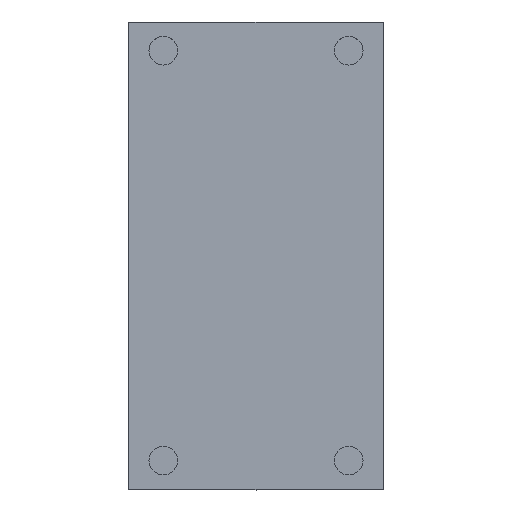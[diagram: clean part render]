
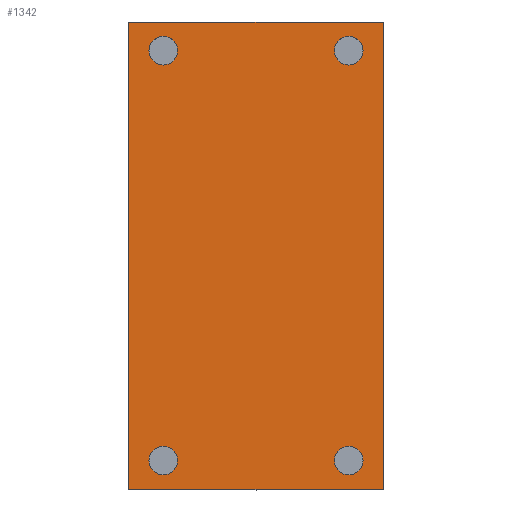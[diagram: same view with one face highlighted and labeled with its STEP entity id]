
A CAD part, top view. The second image highlights one B-rep face of the part: STEP entity #1342.
In plain terms, the highlighted planar face has unit normal (0, 0, 1).
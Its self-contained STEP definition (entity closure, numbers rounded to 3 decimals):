
#7 = EDGE_CURVE ( 'NONE', #242, #757, #614, .T. ) ;
#12 = ORIENTED_EDGE ( 'NONE', *, *, #1128, .T. ) ;
#19 = FACE_BOUND ( 'NONE', #644, .T. ) ;
#22 = CIRCLE ( 'NONE', #1087, 1.75 ) ;
#24 = AXIS2_PLACEMENT_3D ( 'NONE', #1289, #546, #790 ) ;
#35 = DIRECTION ( 'NONE',  ( 0., 0., 1. ) ) ;
#45 = VERTEX_POINT ( 'NONE', #902 ) ;
#49 = PLANE ( 'NONE',  #1467 ) ;
#59 = CARTESIAN_POINT ( 'NONE',  ( 11.316, -25., 9. ) ) ;
#79 = CARTESIAN_POINT ( 'NONE',  ( 15.5, -28.5, 9. ) ) ;
#94 = FACE_OUTER_BOUND ( 'NONE', #407, .T. ) ;
#96 = CIRCLE ( 'NONE', #24, 1.75 ) ;
#104 = ORIENTED_EDGE ( 'NONE', *, *, #667, .F. ) ;
#107 = EDGE_CURVE ( 'NONE', #757, #811, #1014, .T. ) ;
#116 = DIRECTION ( 'NONE',  ( 0., 0., 1. ) ) ;
#134 = FACE_BOUND ( 'NONE', #411, .T. ) ;
#139 = CIRCLE ( 'NONE', #1409, 1.75 ) ;
#159 = CIRCLE ( 'NONE', #1359, 1.75 ) ;
#163 = DIRECTION ( 'NONE',  ( -1., 0., 0. ) ) ;
#206 = CARTESIAN_POINT ( 'NONE',  ( 15.5, 28.5, 9. ) ) ;
#212 = CARTESIAN_POINT ( 'NONE',  ( 11.316, 25., 9. ) ) ;
#242 = VERTEX_POINT ( 'NONE', #79 ) ;
#247 = AXIS2_PLACEMENT_3D ( 'NONE', #634, #286, #163 ) ;
#253 = EDGE_CURVE ( 'NONE', #476, #545, #802, .T. ) ;
#254 = VERTEX_POINT ( 'NONE', #1174 ) ;
#268 = EDGE_LOOP ( 'NONE', ( #862, #1545 ) ) ;
#286 = DIRECTION ( 'NONE',  ( 0., 0., 1. ) ) ;
#306 = VECTOR ( 'NONE', #1395, 1000. ) ;
#309 = CIRCLE ( 'NONE', #247, 1.75 ) ;
#310 = DIRECTION ( 'NONE',  ( -1., 0., 0. ) ) ;
#343 = ORIENTED_EDGE ( 'NONE', *, *, #253, .F. ) ;
#353 = DIRECTION ( 'NONE',  ( 0., 0., 1. ) ) ;
#378 = CARTESIAN_POINT ( 'NONE',  ( -13.066, -25., 9. ) ) ;
#379 = CARTESIAN_POINT ( 'NONE',  ( 11.316, 25., 9. ) ) ;
#401 = VECTOR ( 'NONE', #743, 1000. ) ;
#407 = EDGE_LOOP ( 'NONE', ( #1189, #12, #1487, #1010 ) ) ;
#411 = EDGE_LOOP ( 'NONE', ( #932, #1275 ) ) ;
#412 = CARTESIAN_POINT ( 'NONE',  ( 15.5, -28.5, 9. ) ) ;
#427 = CARTESIAN_POINT ( 'NONE',  ( 15.5, 28.5, 9. ) ) ;
#433 = EDGE_CURVE ( 'NONE', #811, #716, #504, .T. ) ;
#458 = EDGE_CURVE ( 'NONE', #45, #717, #22, .T. ) ;
#474 = ORIENTED_EDGE ( 'NONE', *, *, #814, .F. ) ;
#476 = VERTEX_POINT ( 'NONE', #378 ) ;
#488 = DIRECTION ( 'NONE',  ( -1., 0., 0. ) ) ;
#504 = LINE ( 'NONE', #721, #848 ) ;
#516 = DIRECTION ( 'NONE',  ( -1., 0., 0. ) ) ;
#524 = EDGE_CURVE ( 'NONE', #602, #1527, #309, .T. ) ;
#542 = AXIS2_PLACEMENT_3D ( 'NONE', #59, #561, #913 ) ;
#545 = VERTEX_POINT ( 'NONE', #1002 ) ;
#546 = DIRECTION ( 'NONE',  ( 0., 0., 1. ) ) ;
#561 = DIRECTION ( 'NONE',  ( 0., 0., 1. ) ) ;
#569 = CARTESIAN_POINT ( 'NONE',  ( 13.066, 25., 9. ) ) ;
#602 = VERTEX_POINT ( 'NONE', #1250 ) ;
#604 = EDGE_CURVE ( 'NONE', #1527, #602, #139, .T. ) ;
#614 = LINE ( 'NONE', #412, #306 ) ;
#634 = CARTESIAN_POINT ( 'NONE',  ( -11.316, 25., 9. ) ) ;
#644 = EDGE_LOOP ( 'NONE', ( #104, #343 ) ) ;
#656 = CARTESIAN_POINT ( 'NONE',  ( 9.566, -25., 9. ) ) ;
#667 = EDGE_CURVE ( 'NONE', #545, #476, #96, .T. ) ;
#671 = DIRECTION ( 'NONE',  ( 1., 0., 0. ) ) ;
#716 = VERTEX_POINT ( 'NONE', #1413 ) ;
#717 = VERTEX_POINT ( 'NONE', #656 ) ;
#721 = CARTESIAN_POINT ( 'NONE',  ( -15.5, 10.3, 9. ) ) ;
#731 = DIRECTION ( 'NONE',  ( 0., 0., 1. ) ) ;
#743 = DIRECTION ( 'NONE',  ( 1., 0., 0. ) ) ;
#757 = VERTEX_POINT ( 'NONE', #427 ) ;
#780 = LINE ( 'NONE', #1374, #401 ) ;
#790 = DIRECTION ( 'NONE',  ( 1., 0., 0. ) ) ;
#802 = CIRCLE ( 'NONE', #1462, 1.75 ) ;
#811 = VERTEX_POINT ( 'NONE', #1575 ) ;
#813 = CARTESIAN_POINT ( 'NONE',  ( -13.066, 25., 9. ) ) ;
#814 = EDGE_CURVE ( 'NONE', #254, #1493, #1056, .T. ) ;
#835 = EDGE_LOOP ( 'NONE', ( #963, #474 ) ) ;
#848 = VECTOR ( 'NONE', #1226, 1000. ) ;
#862 = ORIENTED_EDGE ( 'NONE', *, *, #524, .F. ) ;
#902 = CARTESIAN_POINT ( 'NONE',  ( 13.066, -25., 9. ) ) ;
#913 = DIRECTION ( 'NONE',  ( -1., 0., 0. ) ) ;
#925 = DIRECTION ( 'NONE',  ( 0., 0., 1. ) ) ;
#932 = ORIENTED_EDGE ( 'NONE', *, *, #458, .F. ) ;
#963 = ORIENTED_EDGE ( 'NONE', *, *, #1052, .F. ) ;
#1002 = CARTESIAN_POINT ( 'NONE',  ( -9.566, -25., 9. ) ) ;
#1010 = ORIENTED_EDGE ( 'NONE', *, *, #107, .T. ) ;
#1014 = LINE ( 'NONE', #206, #1393 ) ;
#1052 = EDGE_CURVE ( 'NONE', #1493, #254, #159, .T. ) ;
#1056 = CIRCLE ( 'NONE', #1153, 1.75 ) ;
#1063 = CARTESIAN_POINT ( 'NONE',  ( 0., 0., 9. ) ) ;
#1069 = DIRECTION ( 'NONE',  ( 1., 0., 0. ) ) ;
#1087 = AXIS2_PLACEMENT_3D ( 'NONE', #1113, #116, #488 ) ;
#1113 = CARTESIAN_POINT ( 'NONE',  ( 11.316, -25., 9. ) ) ;
#1128 = EDGE_CURVE ( 'NONE', #716, #242, #780, .T. ) ;
#1153 = AXIS2_PLACEMENT_3D ( 'NONE', #212, #925, #671 ) ;
#1174 = CARTESIAN_POINT ( 'NONE',  ( 9.566, 25., 9. ) ) ;
#1189 = ORIENTED_EDGE ( 'NONE', *, *, #433, .T. ) ;
#1226 = DIRECTION ( 'NONE',  ( 0., -1., 0. ) ) ;
#1239 = DIRECTION ( 'NONE',  ( 1., 0., 0. ) ) ;
#1250 = CARTESIAN_POINT ( 'NONE',  ( -9.566, 25., 9. ) ) ;
#1275 = ORIENTED_EDGE ( 'NONE', *, *, #1279, .F. ) ;
#1279 = EDGE_CURVE ( 'NONE', #717, #45, #1452, .T. ) ;
#1289 = CARTESIAN_POINT ( 'NONE',  ( -11.316, -25., 9. ) ) ;
#1290 = FACE_BOUND ( 'NONE', #268, .T. ) ;
#1319 = DIRECTION ( 'NONE',  ( 1., 0., 0. ) ) ;
#1342 = ADVANCED_FACE ( 'NONE', ( #1290, #134, #19, #1411, #94 ), #49, .T. ) ;
#1359 = AXIS2_PLACEMENT_3D ( 'NONE', #379, #731, #1239 ) ;
#1374 = CARTESIAN_POINT ( 'NONE',  ( 15.5, -28.5, 9. ) ) ;
#1383 = CARTESIAN_POINT ( 'NONE',  ( -11.316, 25., 9. ) ) ;
#1393 = VECTOR ( 'NONE', #310, 1000. ) ;
#1395 = DIRECTION ( 'NONE',  ( 0., 1., 0. ) ) ;
#1409 = AXIS2_PLACEMENT_3D ( 'NONE', #1383, #35, #516 ) ;
#1411 = FACE_BOUND ( 'NONE', #835, .T. ) ;
#1413 = CARTESIAN_POINT ( 'NONE',  ( -15.5, -28.5, 9. ) ) ;
#1448 = CARTESIAN_POINT ( 'NONE',  ( -11.316, -25., 9. ) ) ;
#1452 = CIRCLE ( 'NONE', #542, 1.75 ) ;
#1462 = AXIS2_PLACEMENT_3D ( 'NONE', #1448, #353, #1069 ) ;
#1467 = AXIS2_PLACEMENT_3D ( 'NONE', #1063, #1573, #1319 ) ;
#1487 = ORIENTED_EDGE ( 'NONE', *, *, #7, .T. ) ;
#1493 = VERTEX_POINT ( 'NONE', #569 ) ;
#1527 = VERTEX_POINT ( 'NONE', #813 ) ;
#1545 = ORIENTED_EDGE ( 'NONE', *, *, #604, .F. ) ;
#1573 = DIRECTION ( 'NONE',  ( 0., 0., 1. ) ) ;
#1575 = CARTESIAN_POINT ( 'NONE',  ( -15.5, 28.5, 9. ) ) ;
